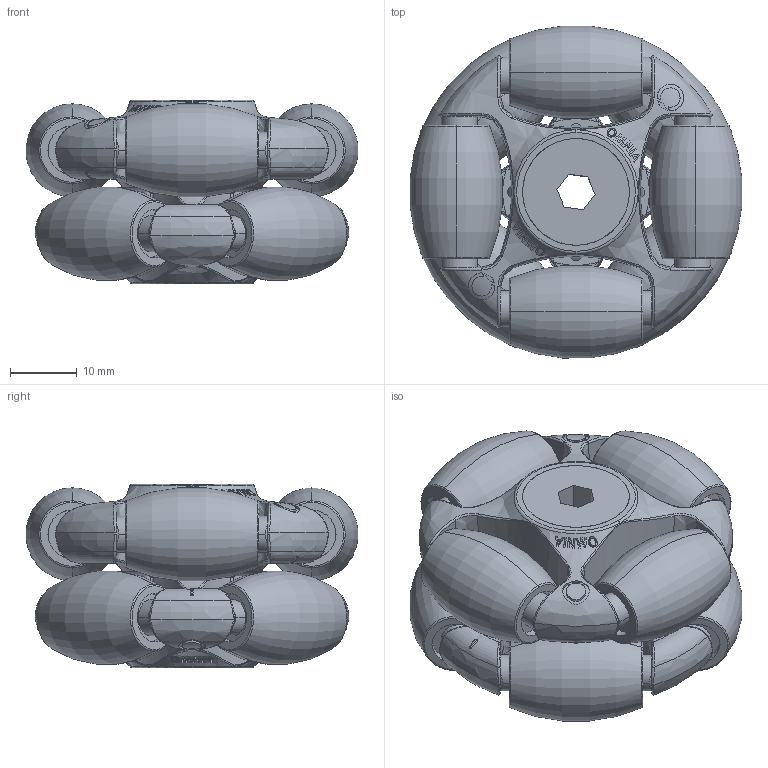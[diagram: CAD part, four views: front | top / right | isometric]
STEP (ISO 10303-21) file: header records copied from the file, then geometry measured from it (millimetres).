
FILE_DESCRIPTION (( 'STEP AP203' ), '1' );
FILE_NAME ('am-4044 2in Omni Wheel 5mm Hex Bore.STEP', '2022-05-23T18:35:25', ( '' ), ( '' ), 'SwSTEP 2.0', 'SolidWorks 2021', '' );
FILE_SCHEMA (( 'CONFIG_CONTROL_DESIGN' ));
Length unit declared in the file: inch
Products named in the file (3): am-3909 14mm Hex to 5mm Hex; am-4044 2in Omni Wheel 5mm Hex Bore; 2in Omni 14mm Hex
Assembly tree (3 placements, depth 2):
  am-4044 2in Omni Wheel 5mm Hex Bore
    2in Omni 14mm Hex
    am-3909 14mm Hex to 5mm Hex  x2
Bounding box: 49.75 x 49.75 x 27.5 mm (x, y, z)
Volume: 32672 mm3; surface area: 17367 mm2
Topology: 3 solids, 3 shells, 1083 faces, 2671 edges, 1642 vertices
Faces by surface type: bspline 388, plane 314, cylinder 147, torus 142, cone 80, sphere 12
Entity records: 48229 total; most frequent: CARTESIAN_POINT 27603, ORIENTED_EDGE 4986, DIRECTION 3134, EDGE_CURVE 2493, VERTEX_POINT 1544, AXIS2_PLACEMENT_3D 1317, B_SPLINE_CURVE_WITH_KNOTS 1268, EDGE_LOOP 1091
